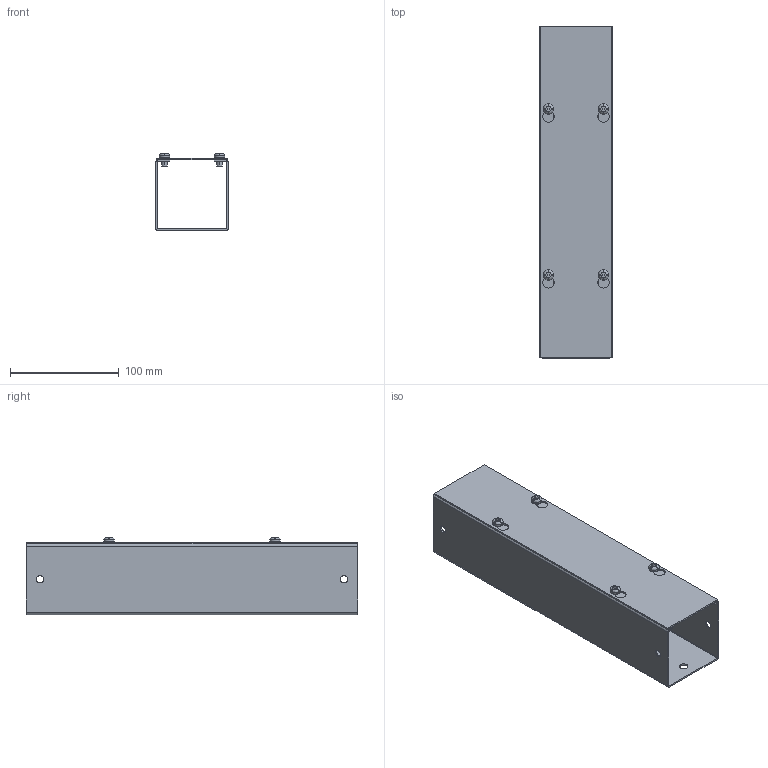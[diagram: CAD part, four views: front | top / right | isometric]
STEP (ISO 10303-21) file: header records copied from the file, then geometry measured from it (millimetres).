
FILE_DESCRIPTION (( 'STEP AP203' ), '1' );
FILE_NAME ('CWSC212NK.step', '2024-04-25T15:01:54', ( '' ), ( '' ), 'SwSTEP 2.0', 'SolidWorks 2023', '' );
FILE_SCHEMA (( 'CONFIG_CONTROL_DESIGN' ));
Length unit declared in the file: inch
Products named in the file (1): CWSC212NK
Bounding box: 66.4 x 304.8 x 70.84 mm (x, y, z)
Volume: 122141.1 mm3; surface area: 171145.6 mm2
Topology: 6 solids, 6 shells, 172 faces, 444 edges, 288 vertices
Faces by surface type: plane 88, cylinder 60, bspline 16, cone 8
Entity records: 6117 total; most frequent: CARTESIAN_POINT 1809, ORIENTED_EDGE 888, DIRECTION 870, EDGE_CURVE 444, AXIS2_PLACEMENT_3D 309, VERTEX_POINT 288, LINE 252, VECTOR 252
